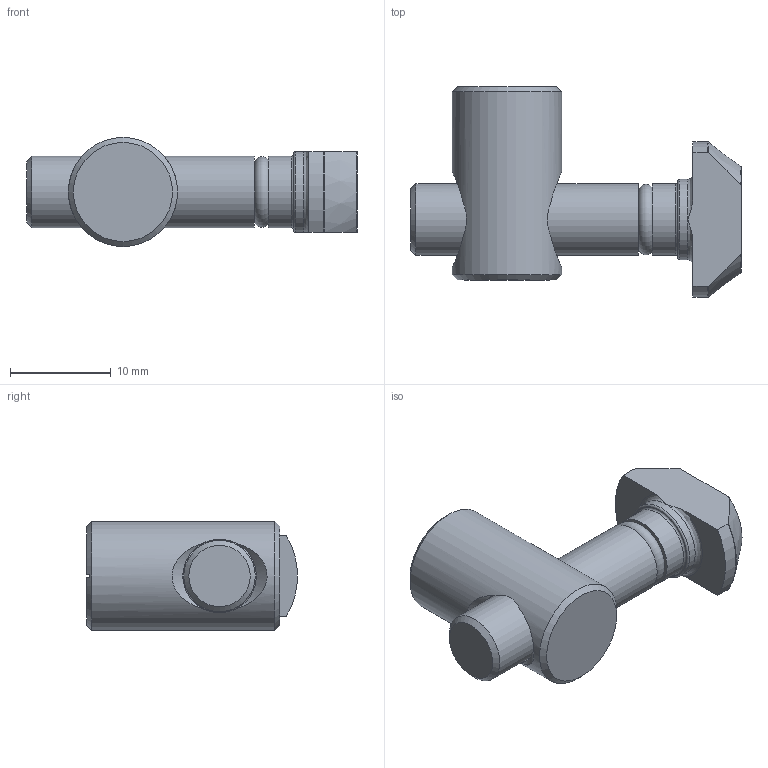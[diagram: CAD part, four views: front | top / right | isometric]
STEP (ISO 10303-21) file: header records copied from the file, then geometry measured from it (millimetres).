
FILE_DESCRIPTION(/* description */ (''),/* implementation_level */ '2;1');
FILE_NAME(/* name */ '1007720.stp',/* time_stamp */ '2024-07-24T12:14:08+02:00',/* author */ ('Bo'),/* organization */ (''),/* preprocessor_version */ 'ST-DEVELOPER v20',/* originating_system */ 'Autodesk Inventor 2025',/* authorisation */ ' ');
FILE_SCHEMA (('AUTOMOTIVE_DESIGN { 1 0 10303 214 3 1 1 }'));
Length unit declared in the file: millimetre
Products named in the file (5): 1007720; 1007720-1; 1007720-2; 1007720-3; 1007720-4
Assembly tree (4 placements, depth 2):
  1007720
    1007720-1
    1007720-2
    1007720-3
    1007720-4
Bounding box: 32.8 x 20.93 x 10.85 mm (x, y, z)
Volume: 2883.4 mm3; surface area: 2548.3 mm2
Topology: 4 solids, 4 shells, 74 faces, 183 edges, 114 vertices
Faces by surface type: plane 38, cone 14, torus 11, cylinder 10, sphere 1
Full cylindrical faces by diameter (mm): 5.7 x1, 6.647 x1, 7.1 x2, 7.3 x1, 8 x2, 10.85 x1
Entity records: 2624 total; most frequent: CARTESIAN_POINT 675, DIRECTION 381, ORIENTED_EDGE 362, EDGE_CURVE 181, AXIS2_PLACEMENT_3D 152, VERTEX_POINT 114, EDGE_LOOP 79, LINE 77
